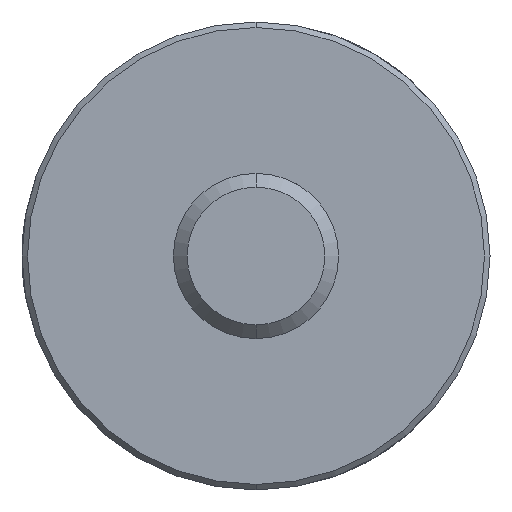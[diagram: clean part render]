
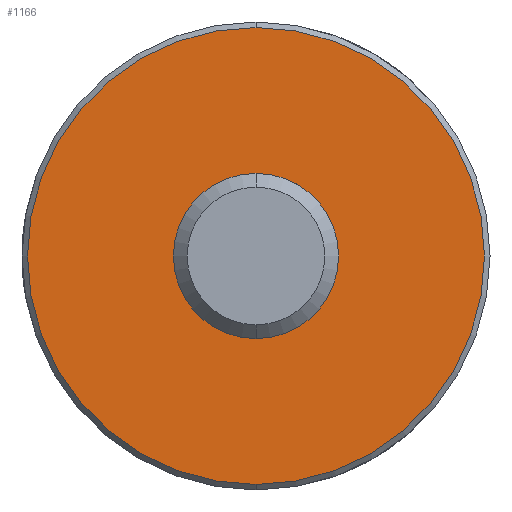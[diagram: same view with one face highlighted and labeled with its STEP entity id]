
A CAD part, left-side view. The second image highlights one B-rep face of the part: STEP entity #1166.
In plain terms, the highlighted planar face has unit normal (-1, 0, 0).
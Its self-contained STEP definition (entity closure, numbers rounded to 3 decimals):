
#85 = CIRCLE ( 'NONE', #86, 8.3 ) ;
#86 = AXIS2_PLACEMENT_3D ( 'NONE', #796, #1605, #2412 ) ;
#233 = AXIS2_PLACEMENT_3D ( 'NONE', #2183, #1176, #1983 ) ;
#312 = EDGE_LOOP ( 'NONE', ( #453, #1515 ) ) ;
#370 = CARTESIAN_POINT ( 'NONE',  ( -5., 0., 0. ) ) ;
#453 = ORIENTED_EDGE ( 'NONE', *, *, #1100, .T. ) ;
#567 = PLANE ( 'NONE',  #2213 ) ;
#634 = CARTESIAN_POINT ( 'NONE',  ( -5., 0., -3. ) ) ;
#747 = EDGE_CURVE ( 'NONE', #2056, #2107, #85, .T. ) ;
#760 = CARTESIAN_POINT ( 'NONE',  ( -5., 0., 3. ) ) ;
#796 = CARTESIAN_POINT ( 'NONE',  ( -5., 0., 0. ) ) ;
#822 = CIRCLE ( 'NONE', #1160, 3. ) ;
#1026 = DIRECTION ( 'NONE',  ( 1., 0., 0. ) ) ;
#1100 = EDGE_CURVE ( 'NONE', #1911, #2576, #2545, .T. ) ;
#1160 = AXIS2_PLACEMENT_3D ( 'NONE', #370, #1026, #1780 ) ;
#1166 = ADVANCED_FACE ( 'NONE', ( #2350, #1765 ), #567, .F. ) ;
#1176 = DIRECTION ( 'NONE',  ( -1., 0., 0. ) ) ;
#1226 = DIRECTION ( 'NONE',  ( 1., 0., 0. ) ) ;
#1326 = DIRECTION ( 'NONE',  ( 0., 0., -1. ) ) ;
#1413 = CARTESIAN_POINT ( 'NONE',  ( -5., 0., 0. ) ) ;
#1515 = ORIENTED_EDGE ( 'NONE', *, *, #2237, .T. ) ;
#1605 = DIRECTION ( 'NONE',  ( -1., 0., 0. ) ) ;
#1625 = CIRCLE ( 'NONE', #233, 8.3 ) ;
#1765 = FACE_BOUND ( 'NONE', #312, .T. ) ;
#1780 = DIRECTION ( 'NONE',  ( 0., 0., -1. ) ) ;
#1790 = CARTESIAN_POINT ( 'NONE',  ( -5., 0., 0. ) ) ;
#1821 = DIRECTION ( 'NONE',  ( 0., 0., -1. ) ) ;
#1822 = EDGE_LOOP ( 'NONE', ( #1947, #2229 ) ) ;
#1911 = VERTEX_POINT ( 'NONE', #634 ) ;
#1947 = ORIENTED_EDGE ( 'NONE', *, *, #2173, .T. ) ;
#1983 = DIRECTION ( 'NONE',  ( 0., 0., -1. ) ) ;
#2056 = VERTEX_POINT ( 'NONE', #2351 ) ;
#2107 = VERTEX_POINT ( 'NONE', #2365 ) ;
#2158 = DIRECTION ( 'NONE',  ( 1., 0., 0. ) ) ;
#2173 = EDGE_CURVE ( 'NONE', #2107, #2056, #1625, .T. ) ;
#2183 = CARTESIAN_POINT ( 'NONE',  ( -5., 0., 0. ) ) ;
#2213 = AXIS2_PLACEMENT_3D ( 'NONE', #1790, #2158, #1326 ) ;
#2229 = ORIENTED_EDGE ( 'NONE', *, *, #747, .T. ) ;
#2237 = EDGE_CURVE ( 'NONE', #2576, #1911, #822, .T. ) ;
#2330 = AXIS2_PLACEMENT_3D ( 'NONE', #1413, #1226, #1821 ) ;
#2350 = FACE_OUTER_BOUND ( 'NONE', #1822, .T. ) ;
#2351 = CARTESIAN_POINT ( 'NONE',  ( -5., 0., 8.3 ) ) ;
#2365 = CARTESIAN_POINT ( 'NONE',  ( -5., 0., -8.3 ) ) ;
#2412 = DIRECTION ( 'NONE',  ( 0., 0., -1. ) ) ;
#2545 = CIRCLE ( 'NONE', #2330, 3. ) ;
#2576 = VERTEX_POINT ( 'NONE', #760 ) ;
